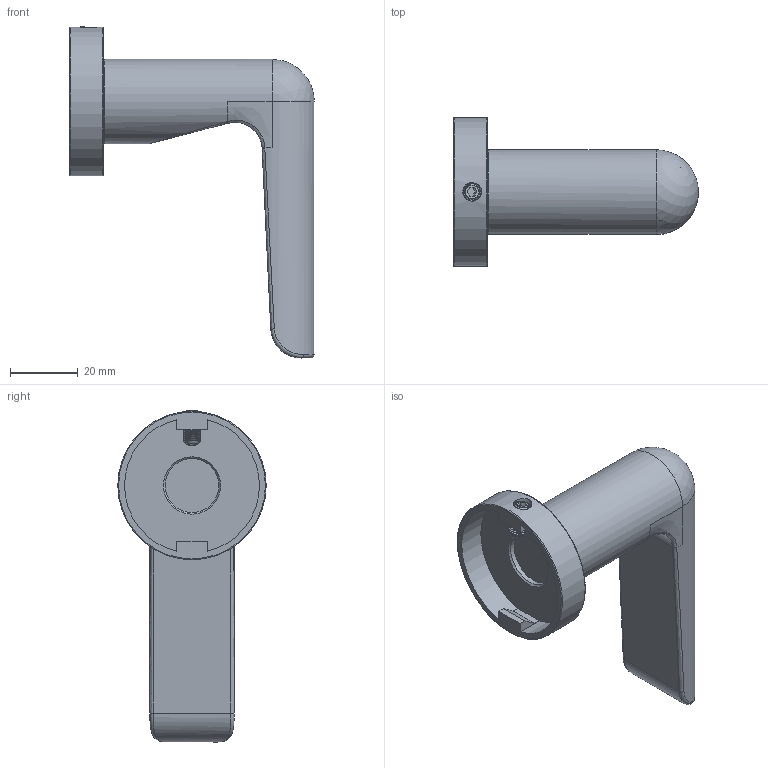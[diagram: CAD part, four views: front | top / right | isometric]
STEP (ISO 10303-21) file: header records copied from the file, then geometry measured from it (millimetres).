
FILE_DESCRIPTION(/* description */ (''),/* implementation_level */ '2;1');
FILE_NAME(/* name */ 'PB7_3D.stp',/* time_stamp */ '2019-09-16T09:47:20-04:00',/* author */ ('pcossett'),/* organization */ (''),/* preprocessor_version */ 'ST-DEVELOPER v16.13',/* originating_system */ 'Autodesk Inventor 2018',/* authorisation */ '');
FILE_SCHEMA (('AUTOMOTIVE_DESIGN { 1 0 10303 214 3 1 1 }'));
Length unit declared in the file: millimetre
Products named in the file (1): PB7
Bounding box: 72.5 x 44 x 98.38 mm (x, y, z)
Volume: 51083.3 mm3; surface area: 14642.6 mm2
Topology: 1 solids, 1 shells, 61 faces, 167 edges, 107 vertices
Faces by surface type: plane 24, bspline 16, cylinder 11, cone 5, torus 4, sphere 1
Full cylindrical faces by diameter (mm): 16 x1, 25 x1, 44 x1
Entity records: 9372 total; most frequent: CARTESIAN_POINT 7868, ORIENTED_EDGE 296, DIRECTION 264, EDGE_CURVE 148, AXIS2_PLACEMENT_3D 105, VERTEX_POINT 100, EDGE_LOOP 78, STYLED_ITEM 62
